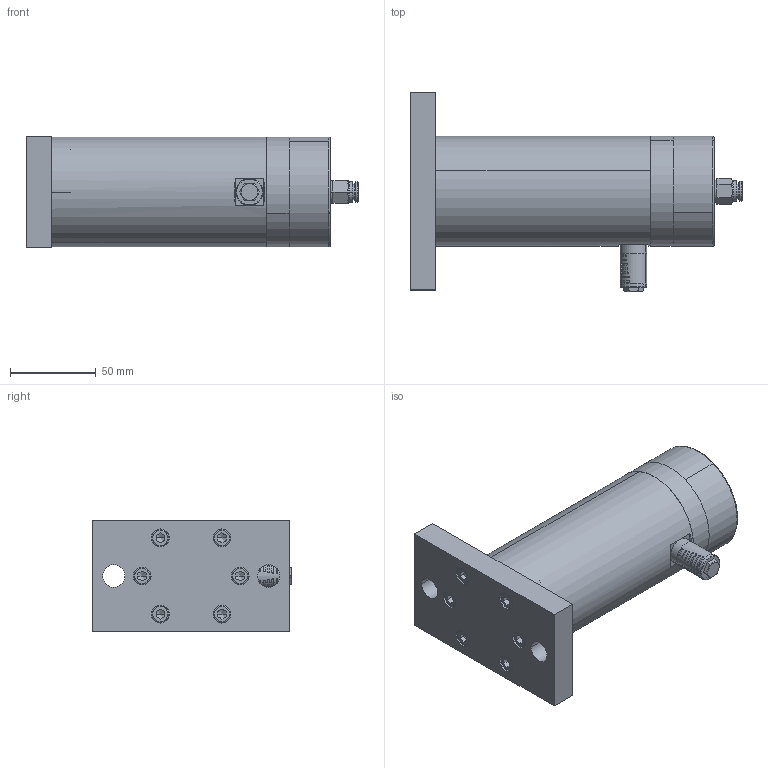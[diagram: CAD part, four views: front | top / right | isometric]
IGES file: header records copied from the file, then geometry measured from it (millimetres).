
Global section: file name: No Iges File Name specified; native system: Autodesk Inventor 2009; preprocessor: AutoDesk Inventor Iges Exporter R2009; author: Petr; date: 20100628.210658; units: millimetre
Bounding box: 193.12 x 116 x 65 mm (x, y, z)
Volume: 552959.7 mm3; surface area: 169044.3 mm2
Topology: 39 solids, 39 shells, 781 faces, 1869 edges, 1178 vertices
Faces by surface type: plane 236, bspline 211, cylinder 143, revolution 93, cone 50, torus 48
